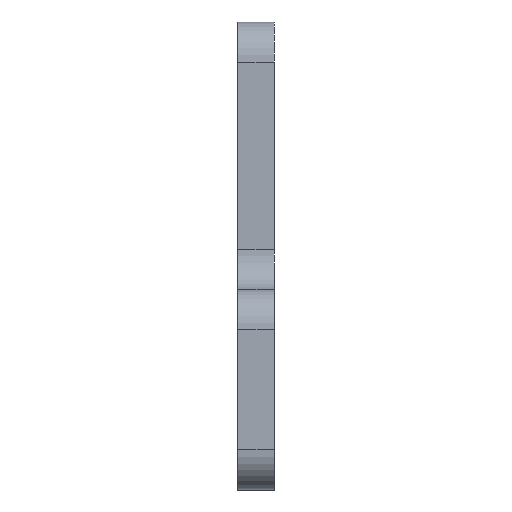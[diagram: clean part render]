
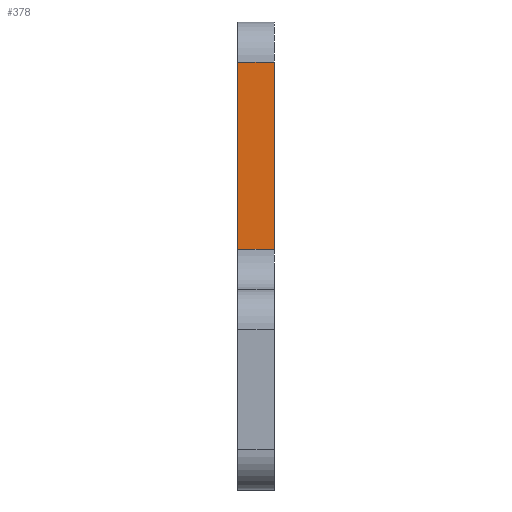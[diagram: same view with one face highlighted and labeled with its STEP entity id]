
A CAD part, left-side view. The second image highlights one B-rep face of the part: STEP entity #378.
In plain terms, the highlighted planar face has unit normal (-1, 0, 0).
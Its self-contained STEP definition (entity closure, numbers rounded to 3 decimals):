
#128 = EDGE_CURVE ( 'NONE', #1797, #800, #1422, .T. ) ;
#130 = AXIS2_PLACEMENT_3D ( 'NONE', #2562, #1159, #1969 ) ;
#136 = LINE ( 'NONE', #1381, #203 ) ;
#139 = EDGE_LOOP ( 'NONE', ( #2620, #2591, #1552, #2216 ) ) ;
#203 = VECTOR ( 'NONE', #755, 1000. ) ;
#378 = ADVANCED_FACE ( 'NONE', ( #947 ), #525, .T. ) ;
#469 = LINE ( 'NONE', #1942, #1649 ) ;
#525 = PLANE ( 'NONE',  #130 ) ;
#549 = CARTESIAN_POINT ( 'NONE',  ( -14.5, 5.5, 21. ) ) ;
#755 = DIRECTION ( 'NONE',  ( 0., 1., 0. ) ) ;
#780 = VERTEX_POINT ( 'NONE', #1011 ) ;
#800 = VERTEX_POINT ( 'NONE', #2646 ) ;
#947 = FACE_OUTER_BOUND ( 'NONE', #139, .T. ) ;
#1011 = CARTESIAN_POINT ( 'NONE',  ( -14.5, 5.5, 49. ) ) ;
#1064 = CARTESIAN_POINT ( 'NONE',  ( -14.5, 0., 49. ) ) ;
#1133 = EDGE_CURVE ( 'NONE', #1797, #780, #2546, .T. ) ;
#1159 = DIRECTION ( 'NONE',  ( -1., 0., 0. ) ) ;
#1381 = CARTESIAN_POINT ( 'NONE',  ( -14.5, 63.863, 49. ) ) ;
#1382 = DIRECTION ( 'NONE',  ( 0., -1., 0. ) ) ;
#1422 = LINE ( 'NONE', #1801, #2289 ) ;
#1539 = DIRECTION ( 'NONE',  ( 0., 0., 1. ) ) ;
#1546 = EDGE_CURVE ( 'NONE', #2491, #800, #469, .T. ) ;
#1552 = ORIENTED_EDGE ( 'NONE', *, *, #1133, .F. ) ;
#1649 = VECTOR ( 'NONE', #2170, 1000. ) ;
#1760 = EDGE_CURVE ( 'NONE', #2491, #780, #136, .T. ) ;
#1772 = VECTOR ( 'NONE', #1539, 1000. ) ;
#1797 = VERTEX_POINT ( 'NONE', #549 ) ;
#1801 = CARTESIAN_POINT ( 'NONE',  ( -14.5, 63.863, 21. ) ) ;
#1942 = CARTESIAN_POINT ( 'NONE',  ( -14.5, 0., 55. ) ) ;
#1969 = DIRECTION ( 'NONE',  ( 0., 0., 1. ) ) ;
#2170 = DIRECTION ( 'NONE',  ( 0., 0., -1. ) ) ;
#2216 = ORIENTED_EDGE ( 'NONE', *, *, #128, .T. ) ;
#2289 = VECTOR ( 'NONE', #1382, 1000. ) ;
#2491 = VERTEX_POINT ( 'NONE', #1064 ) ;
#2546 = LINE ( 'NONE', #2619, #1772 ) ;
#2562 = CARTESIAN_POINT ( 'NONE',  ( -14.5, 63.863, 55. ) ) ;
#2591 = ORIENTED_EDGE ( 'NONE', *, *, #1760, .T. ) ;
#2619 = CARTESIAN_POINT ( 'NONE',  ( -14.5, 5.5, 55. ) ) ;
#2620 = ORIENTED_EDGE ( 'NONE', *, *, #1546, .F. ) ;
#2646 = CARTESIAN_POINT ( 'NONE',  ( -14.5, 0., 21. ) ) ;
